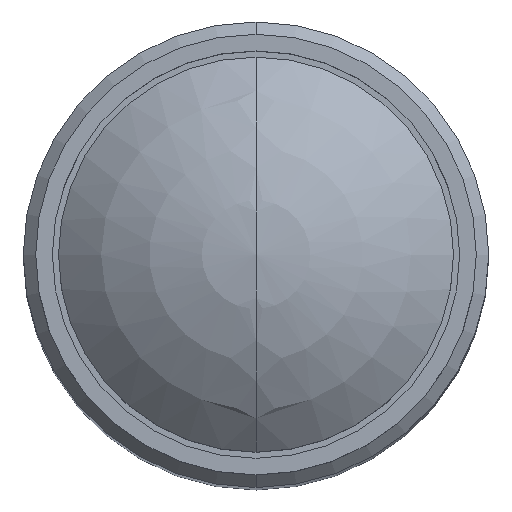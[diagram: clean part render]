
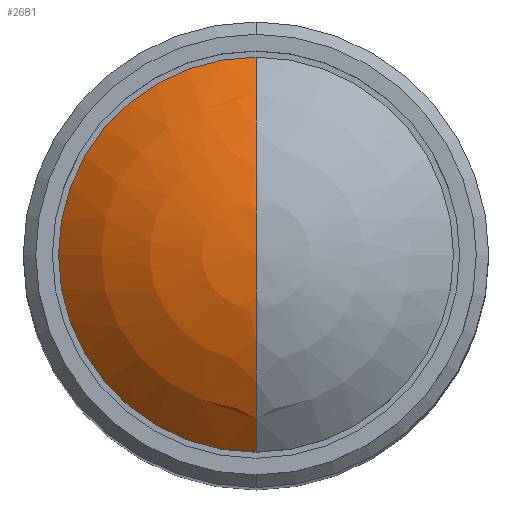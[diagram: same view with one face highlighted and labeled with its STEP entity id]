
A CAD part, top view. The second image highlights one B-rep face of the part: STEP entity #2681.
In plain terms, the highlighted spherical face has radius 8.65 mm.
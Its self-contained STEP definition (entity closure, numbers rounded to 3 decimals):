
#2599=CARTESIAN_POINT('',(0.,0.,2.147));
#2600=DIRECTION('',(0.,0.,1.));
#2601=DIRECTION('',(0.,1.,0.));
#2602=AXIS2_PLACEMENT_3D('',#2599,#2600,#2601);
#2604=CARTESIAN_POINT('',(0.,0.,-4.05));
#2605=DIRECTION('',(1.,0.,0.));
#2606=DIRECTION('',(0.,0.698,0.716));
#2607=AXIS2_PLACEMENT_3D('',#2604,#2605,#2606);
#2614=CARTESIAN_POINT('',(0.,0.,-4.05));
#2615=DIRECTION('',(-1.,0.,0.));
#2616=DIRECTION('',(0.,-0.698,0.716));
#2617=AXIS2_PLACEMENT_3D('',#2614,#2615,#2616);
#2620=CARTESIAN_POINT('',(0.,6.035,2.147));
#2622=VERTEX_POINT('',#2620);
#2623=CARTESIAN_POINT('',(0.,0.,4.6));
#2624=VERTEX_POINT('',#2623);
#2626=CARTESIAN_POINT('',(0.,-6.035,2.147));
#2628=VERTEX_POINT('',#2626);
#2669=CARTESIAN_POINT('',(0.,0.,-4.05));
#2670=DIRECTION('',(0.,0.,1.));
#2671=DIRECTION('',(0.,1.,0.));
#2672=AXIS2_PLACEMENT_3D('',#2669,#2670,#2671);
#2673=SPHERICAL_SURFACE('',#2672,8.65);
#2675=ORIENTED_EDGE('',*,*,#2674,.T.);
#2677=ORIENTED_EDGE('',*,*,#2676,.F.);
#2678=ORIENTED_EDGE('',*,*,#2662,.F.);
#2679=EDGE_LOOP('',(#2675,#2677,#2678));
#2680=FACE_OUTER_BOUND('',#2679,.F.);
#2681=ADVANCED_FACE('',(#2680),#2673,.T.);
#2603=CIRCLE('',#2602,6.035);
#2608=CIRCLE('',#2607,8.65);
#2618=CIRCLE('',#2617,8.65);
#2662=EDGE_CURVE('',#2622,#2628,#2603,.T.);
#2674=EDGE_CURVE('',#2622,#2624,#2608,.T.);
#2676=EDGE_CURVE('',#2628,#2624,#2618,.T.);
